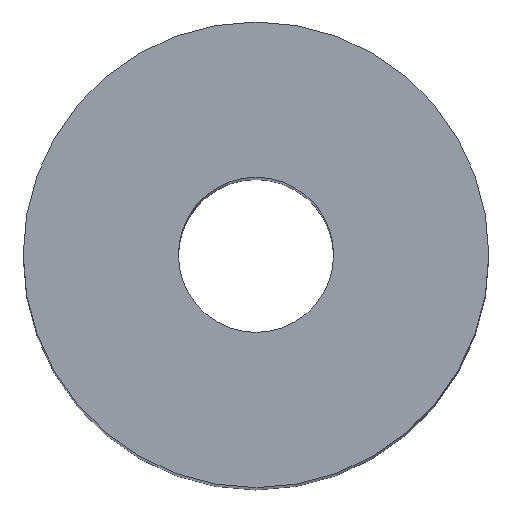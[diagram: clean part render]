
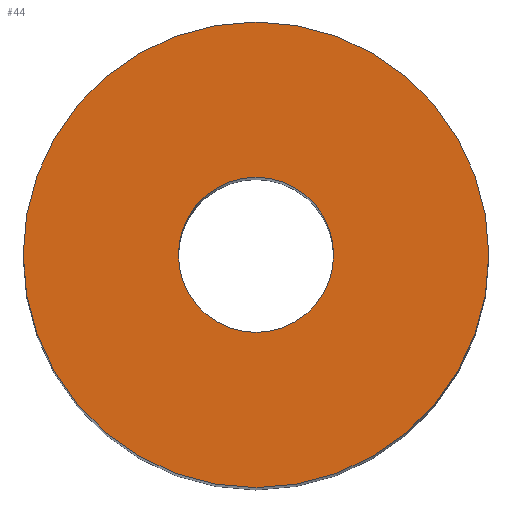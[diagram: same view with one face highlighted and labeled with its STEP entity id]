
A CAD part, top view. The second image highlights one B-rep face of the part: STEP entity #44.
In plain terms, the highlighted planar face has unit normal (0, 0, 1).
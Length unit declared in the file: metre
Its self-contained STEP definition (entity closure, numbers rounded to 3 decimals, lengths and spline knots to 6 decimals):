
#5 = CIRCLE ( 'NONE', #141, 0.00635 ) ;
#7 = ORIENTED_EDGE ( 'NONE', *, *, #122, .F. ) ;
#14 = DIRECTION ( 'NONE',  ( 1., 0., 0. ) ) ;
#23 = CARTESIAN_POINT ( 'NONE',  ( 0.00635, 0., 0.05475 ) ) ;
#44 = ADVANCED_FACE ( 'NONE', ( #119, #72 ), #179, .T. ) ;
#47 = VERTEX_POINT ( 'NONE', #70 ) ;
#65 = EDGE_CURVE ( 'NONE', #219, #157, #87, .T. ) ;
#67 = CARTESIAN_POINT ( 'NONE',  ( 0., 0., 0.05475 ) ) ;
#70 = CARTESIAN_POINT ( 'NONE',  ( -0.01905, 0., 0.05475 ) ) ;
#72 = FACE_BOUND ( 'NONE', #115, .T. ) ;
#81 = DIRECTION ( 'NONE',  ( 1., 0., 0. ) ) ;
#87 = CIRCLE ( 'NONE', #171, 0.00635 ) ;
#103 = EDGE_CURVE ( 'NONE', #138, #47, #118, .T. ) ;
#111 = DIRECTION ( 'NONE',  ( 1., 0., 0. ) ) ;
#115 = EDGE_LOOP ( 'NONE', ( #7, #204 ) ) ;
#118 = CIRCLE ( 'NONE', #152, 0.01905 ) ;
#119 = FACE_OUTER_BOUND ( 'NONE', #177, .T. ) ;
#122 = EDGE_CURVE ( 'NONE', #157, #219, #5, .T. ) ;
#133 = CIRCLE ( 'NONE', #145, 0.01905 ) ;
#138 = VERTEX_POINT ( 'NONE', #227 ) ;
#141 = AXIS2_PLACEMENT_3D ( 'NONE', #249, #146, #176 ) ;
#142 = DIRECTION ( 'NONE',  ( 0., 0., 1. ) ) ;
#145 = AXIS2_PLACEMENT_3D ( 'NONE', #165, #170, #111 ) ;
#146 = DIRECTION ( 'NONE',  ( 0., 0., 1. ) ) ;
#152 = AXIS2_PLACEMENT_3D ( 'NONE', #246, #162, #206 ) ;
#155 = ORIENTED_EDGE ( 'NONE', *, *, #189, .T. ) ;
#156 = CARTESIAN_POINT ( 'NONE',  ( -0.00635, 0., 0.05475 ) ) ;
#157 = VERTEX_POINT ( 'NONE', #156 ) ;
#162 = DIRECTION ( 'NONE',  ( 0., 0., 1. ) ) ;
#165 = CARTESIAN_POINT ( 'NONE',  ( 0., 0., 0.05475 ) ) ;
#170 = DIRECTION ( 'NONE',  ( 0., 0., 1. ) ) ;
#171 = AXIS2_PLACEMENT_3D ( 'NONE', #67, #142, #81 ) ;
#176 = DIRECTION ( 'NONE',  ( 1., 0., 0. ) ) ;
#177 = EDGE_LOOP ( 'NONE', ( #155, #199 ) ) ;
#179 = PLANE ( 'NONE',  #222 ) ;
#184 = CARTESIAN_POINT ( 'NONE',  ( 0., 0., 0.05475 ) ) ;
#189 = EDGE_CURVE ( 'NONE', #47, #138, #133, .T. ) ;
#199 = ORIENTED_EDGE ( 'NONE', *, *, #103, .T. ) ;
#204 = ORIENTED_EDGE ( 'NONE', *, *, #65, .F. ) ;
#206 = DIRECTION ( 'NONE',  ( 1., 0., 0. ) ) ;
#219 = VERTEX_POINT ( 'NONE', #23 ) ;
#222 = AXIS2_PLACEMENT_3D ( 'NONE', #184, #243, #14 ) ;
#227 = CARTESIAN_POINT ( 'NONE',  ( 0.01905, 0., 0.05475 ) ) ;
#243 = DIRECTION ( 'NONE',  ( 0., 0., 1. ) ) ;
#246 = CARTESIAN_POINT ( 'NONE',  ( 0., 0., 0.05475 ) ) ;
#249 = CARTESIAN_POINT ( 'NONE',  ( 0., 0., 0.05475 ) ) ;
